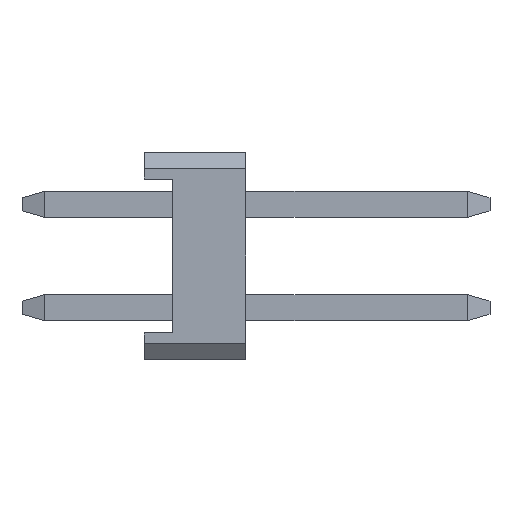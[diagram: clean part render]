
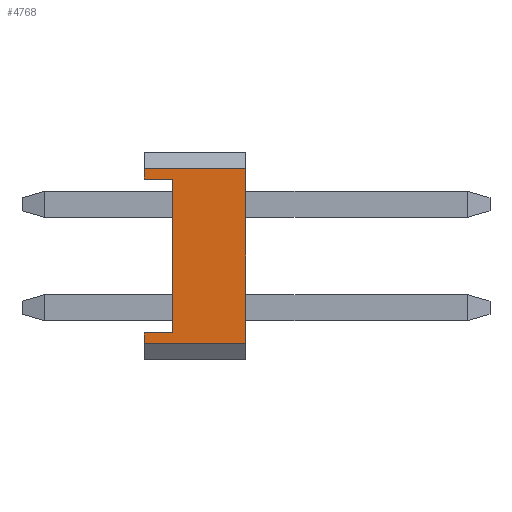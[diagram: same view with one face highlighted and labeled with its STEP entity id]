
A CAD part, left-side view. The second image highlights one B-rep face of the part: STEP entity #4768.
In plain terms, the highlighted planar face has unit normal (-1, 0, 0).
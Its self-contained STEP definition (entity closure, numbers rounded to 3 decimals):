
#1672=VERTEX_POINT('',#4905);
#1734=VERTEX_POINT('',#4976);
#2054=EDGE_CURVE('',#3970,#1672,#5325,.T.);
#2372=EDGE_CURVE('',#1672,#3176,#5663,.T.);
#2536=VERTEX_POINT('',#5872);
#2854=EDGE_CURVE('',#2536,#3262,#6224,.T.);
#2902=EDGE_CURVE('',#4184,#3262,#6279,.T.);
#3176=VERTEX_POINT('',#6579);
#3262=VERTEX_POINT('',#6673);
#3302=EDGE_CURVE('',#4514,#1734,#6714,.T.);
#3426=EDGE_CURVE('',#3176,#4514,#6858,.T.);
#3898=EDGE_CURVE('',#4184,#3970,#7389,.T.);
#3970=VERTEX_POINT('',#7473);
#4184=VERTEX_POINT('',#7710);
#4194=EDGE_CURVE('',#1734,#2536,#7720,.T.);
#4514=VERTEX_POINT('',#8068);
#4768=ADVANCED_FACE('',(#8348),#8349,.T.);
#4905=CARTESIAN_POINT('',(-8.89,-0.7,1.89));
#4976=CARTESIAN_POINT('',(-8.89,0.,-2.147));
#5325=LINE('',#9127,#9128);
#5663=LINE('',#9653,#9654);
#5872=CARTESIAN_POINT('',(-8.89,-2.5,-2.147));
#6224=LINE('',#10428,#10429);
#6279=LINE('',#10507,#10508);
#6579=CARTESIAN_POINT('',(-8.89,-0.7,-1.89));
#6673=CARTESIAN_POINT('',(-8.89,-2.5,2.147));
#6714=LINE('',#11122,#11123);
#6858=LINE('',#11318,#11319);
#7389=LINE('',#12055,#12056);
#7473=CARTESIAN_POINT('',(-8.89,0.,1.89));
#7710=CARTESIAN_POINT('',(-8.89,0.,2.147));
#7720=LINE('',#12534,#12535);
#8068=CARTESIAN_POINT('',(-8.89,0.,-1.89));
#8348=FACE_OUTER_BOUND('',#13465,.T.);
#8349=PLANE('',#13466);
#9127=CARTESIAN_POINT('',(-8.89,0.075,1.89));
#9128=VECTOR('',#14041,1.0);
#9653=CARTESIAN_POINT('',(-8.89,-0.7,-1.073));
#9654=VECTOR('',#14318,1.0);
#10428=CARTESIAN_POINT('',(-8.89,-2.5,2.147));
#10429=VECTOR('',#14995,1.0);
#10507=CARTESIAN_POINT('',(-8.89,0.,2.147));
#10508=VECTOR('',#15064,1.0);
#11122=CARTESIAN_POINT('',(-8.89,0.,2.147));
#11123=VECTOR('',#15437,1.0);
#11318=CARTESIAN_POINT('',(-8.89,0.075,-1.89));
#11319=VECTOR('',#15628,1.0);
#12055=CARTESIAN_POINT('',(-8.89,0.,2.147));
#12056=VECTOR('',#16211,1.0);
#12534=CARTESIAN_POINT('',(-8.89,0.,-2.147));
#12535=VECTOR('',#16589,1.0);
#13465=EDGE_LOOP('',(#17189,#17190,#17191,#17192,#17193,#17194,#17195,#17196));
#13466=AXIS2_PLACEMENT_3D('',#17197,#17198,#17199);
#14041=DIRECTION('',(0.0,-1.0,0.));
#14318=DIRECTION('',(0.0,0.,-1.0));
#14995=DIRECTION('',(0.0,0.,1.0));
#15064=DIRECTION('',(0.0,-1.0,0.));
#15437=DIRECTION('',(0.0,0.,-1.0));
#15628=DIRECTION('',(0.0,1.0,0.));
#16211=DIRECTION('',(0.0,0.,-1.0));
#16589=DIRECTION('',(0.0,-1.0,0.));
#17189=ORIENTED_EDGE('',*,*,#3426,.T.);
#17190=ORIENTED_EDGE('',*,*,#3302,.T.);
#17191=ORIENTED_EDGE('',*,*,#4194,.T.);
#17192=ORIENTED_EDGE('',*,*,#2854,.T.);
#17193=ORIENTED_EDGE('',*,*,#2902,.F.);
#17194=ORIENTED_EDGE('',*,*,#3898,.T.);
#17195=ORIENTED_EDGE('',*,*,#2054,.T.);
#17196=ORIENTED_EDGE('',*,*,#2372,.T.);
#17197=CARTESIAN_POINT('',(-8.89,0.,-2.147));
#17198=DIRECTION('',(-1.0,0.0,0.0));
#17199=DIRECTION('',(0.0,0.,-1.0));
